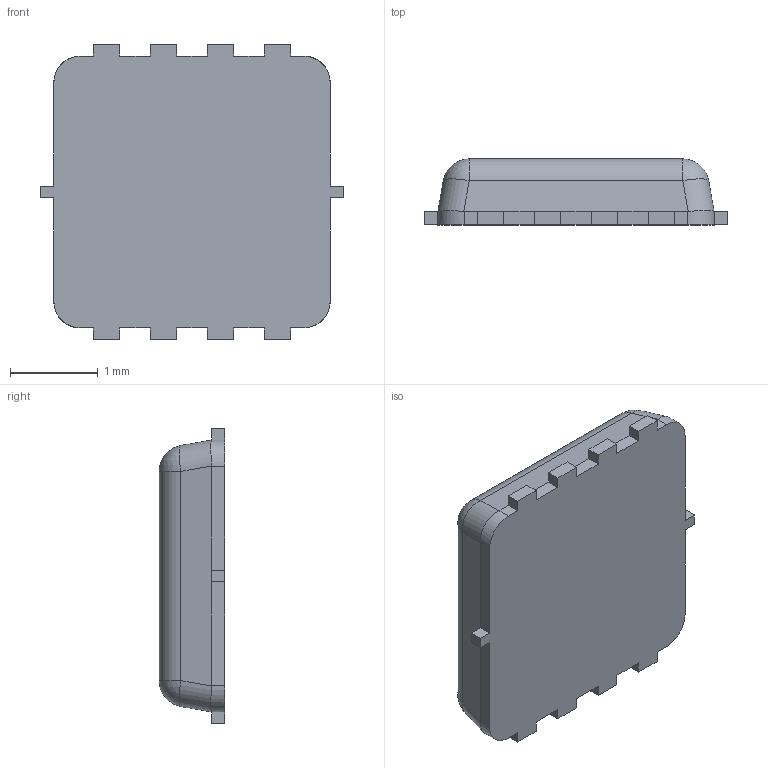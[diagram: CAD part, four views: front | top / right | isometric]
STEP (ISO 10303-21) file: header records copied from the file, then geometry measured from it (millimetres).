
FILE_DESCRIPTION(/* description */ (''),/* implementation_level */ '2;1');
FILE_NAME(/* name */ 'WSD4066DN.step',/* time_stamp */ '2021-10-13T16:39:24+02:00',/* author */ (''),/* organization */ (''),/* preprocessor_version */ 'ST-DEVELOPER v18.1',/* originating_system */ 'Autodesk Translation Framework v10.10.0.1391',/* authorisation */ '');
FILE_SCHEMA (('AUTOMOTIVE_DESIGN { 1 0 10303 214 3 1 1 }'));
Length unit declared in the file: millimetre
Products named in the file (1): WSD4066DN
Bounding box: 3.45 x 0.75 x 3.36 mm (x, y, z)
Volume: 6.8 mm3; surface area: 27.2 mm2
Topology: 1 solids, 1 shells, 79 faces, 199 edges, 122 vertices
Faces by surface type: plane 62, cylinder 13, sphere 4
Full cylindrical faces by diameter (mm): 0.3 x1
Entity records: 2404 total; most frequent: CARTESIAN_POINT 413, ORIENTED_EDGE 398, DIRECTION 389, EDGE_CURVE 199, LINE 165, VECTOR 165, VERTEX_POINT 122, AXIS2_PLACEMENT_3D 112
